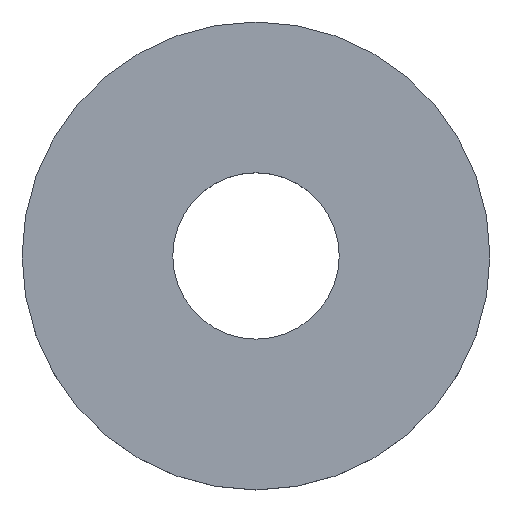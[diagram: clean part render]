
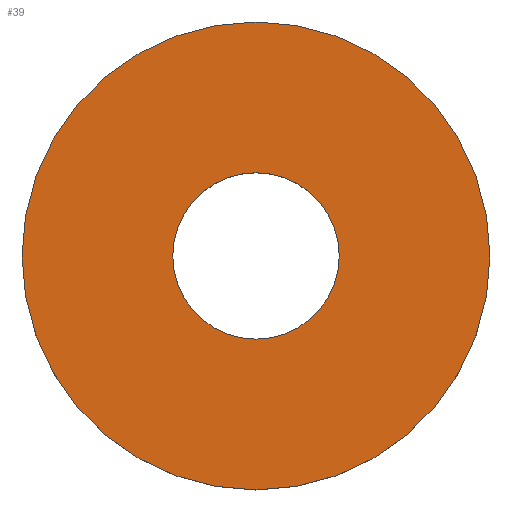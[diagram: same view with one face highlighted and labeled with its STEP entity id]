
A CAD part, top view. The second image highlights one B-rep face of the part: STEP entity #39.
In plain terms, the highlighted planar face has unit normal (0, 0, 1).
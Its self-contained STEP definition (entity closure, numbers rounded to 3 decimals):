
#1 = ORIENTED_EDGE ( 'NONE', *, *, #103, .F. ) ;
#2 = EDGE_CURVE ( 'NONE', #41, #38, #183, .T. ) ;
#6 = AXIS2_PLACEMENT_3D ( 'NONE', #206, #14, #77 ) ;
#7 = CARTESIAN_POINT ( 'NONE',  ( 0., 0., 0.4 ) ) ;
#8 = DIRECTION ( 'NONE',  ( 1., 0., 0. ) ) ;
#9 = CARTESIAN_POINT ( 'NONE',  ( -1.6, 0., 0.4 ) ) ;
#14 = DIRECTION ( 'NONE',  ( 0., 0., 1. ) ) ;
#19 = FACE_BOUND ( 'NONE', #91, .T. ) ;
#29 = CARTESIAN_POINT ( 'NONE',  ( 0., 0., 0.4 ) ) ;
#30 = VERTEX_POINT ( 'NONE', #9 ) ;
#34 = AXIS2_PLACEMENT_3D ( 'NONE', #29, #45, #196 ) ;
#36 = EDGE_CURVE ( 'NONE', #38, #41, #160, .T. ) ;
#38 = VERTEX_POINT ( 'NONE', #156 ) ;
#39 = ADVANCED_FACE ( 'NONE', ( #79, #19 ), #199, .T. ) ;
#41 = VERTEX_POINT ( 'NONE', #235 ) ;
#45 = DIRECTION ( 'NONE',  ( 0., 0., 1. ) ) ;
#55 = CIRCLE ( 'NONE', #122, 1.6 ) ;
#59 = CARTESIAN_POINT ( 'NONE',  ( 0., 0., 0.4 ) ) ;
#76 = AXIS2_PLACEMENT_3D ( 'NONE', #92, #94, #220 ) ;
#77 = DIRECTION ( 'NONE',  ( 1., 0., 0. ) ) ;
#79 = FACE_OUTER_BOUND ( 'NONE', #172, .T. ) ;
#87 = ORIENTED_EDGE ( 'NONE', *, *, #216, .F. ) ;
#91 = EDGE_LOOP ( 'NONE', ( #87, #1 ) ) ;
#92 = CARTESIAN_POINT ( 'NONE',  ( 0., 0., 0.4 ) ) ;
#93 = DIRECTION ( 'NONE',  ( 0., 0., 1. ) ) ;
#94 = DIRECTION ( 'NONE',  ( 0., 0., 1. ) ) ;
#103 = EDGE_CURVE ( 'NONE', #165, #30, #55, .T. ) ;
#104 = AXIS2_PLACEMENT_3D ( 'NONE', #7, #195, #173 ) ;
#110 = CIRCLE ( 'NONE', #6, 1.6 ) ;
#113 = ORIENTED_EDGE ( 'NONE', *, *, #36, .T. ) ;
#122 = AXIS2_PLACEMENT_3D ( 'NONE', #59, #93, #8 ) ;
#130 = ORIENTED_EDGE ( 'NONE', *, *, #2, .T. ) ;
#156 = CARTESIAN_POINT ( 'NONE',  ( -4.5, 0., 0.4 ) ) ;
#160 = CIRCLE ( 'NONE', #34, 4.5 ) ;
#165 = VERTEX_POINT ( 'NONE', #197 ) ;
#172 = EDGE_LOOP ( 'NONE', ( #113, #130 ) ) ;
#173 = DIRECTION ( 'NONE',  ( 1., 0., 0. ) ) ;
#183 = CIRCLE ( 'NONE', #104, 4.5 ) ;
#195 = DIRECTION ( 'NONE',  ( 0., 0., 1. ) ) ;
#196 = DIRECTION ( 'NONE',  ( 1., 0., 0. ) ) ;
#197 = CARTESIAN_POINT ( 'NONE',  ( 1.6, 0., 0.4 ) ) ;
#199 = PLANE ( 'NONE',  #76 ) ;
#206 = CARTESIAN_POINT ( 'NONE',  ( 0., 0., 0.4 ) ) ;
#216 = EDGE_CURVE ( 'NONE', #30, #165, #110, .T. ) ;
#220 = DIRECTION ( 'NONE',  ( 1., 0., 0. ) ) ;
#235 = CARTESIAN_POINT ( 'NONE',  ( 4.5, 0., 0.4 ) ) ;
